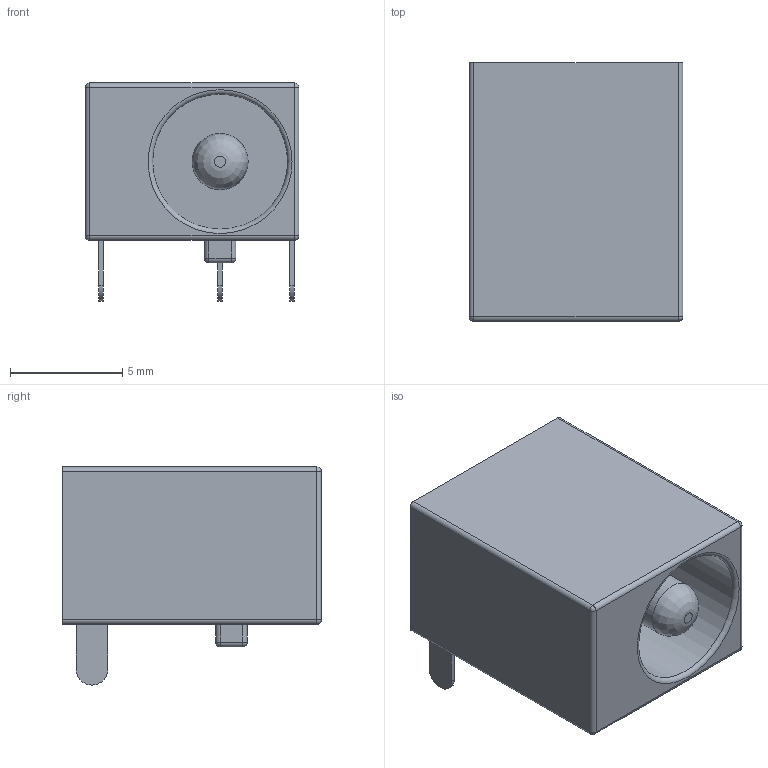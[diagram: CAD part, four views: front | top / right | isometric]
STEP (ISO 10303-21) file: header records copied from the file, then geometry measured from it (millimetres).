
FILE_DESCRIPTION(('FreeCAD Model'),'2;1');
FILE_NAME('dc-044.step', '2020-06-16T19:58:59',('Author'),(''), 'Open CASCADE STEP processor 7.3','FreeCAD','Unknown');
FILE_SCHEMA(('AUTOMOTIVE_DESIGN { 1 0 10303 214 1 1 1 1 }'));
Length unit declared in the file: millimetre
Products named in the file (7): Part; Body006; 4; 2; 3; PIN; Body
Assembly tree (6 placements, depth 2):
  Part
    Body006
    4
    2
    3
    PIN
    Body
Bounding box: 9.5 x 11.5 x 9.7 mm (x, y, z)
Volume: 537.8 mm3; surface area: 819.6 mm2
Topology: 6 solids, 6 shells, 67 faces, 144 edges, 82 vertices
Faces by surface type: plane 33, cylinder 24, sphere 8, revolution 1, torus 1
Full cylindrical faces by diameter (mm): 2.5 x1, 6 x1
Entity records: 1915 total; most frequent: DIRECTION 335, CARTESIAN_POINT 302, ORIENTED_EDGE 272, EDGE_CURVE 136, AXIS2_PLACEMENT_3D 125, LINE 84, VECTOR 84, VERTEX_POINT 82
